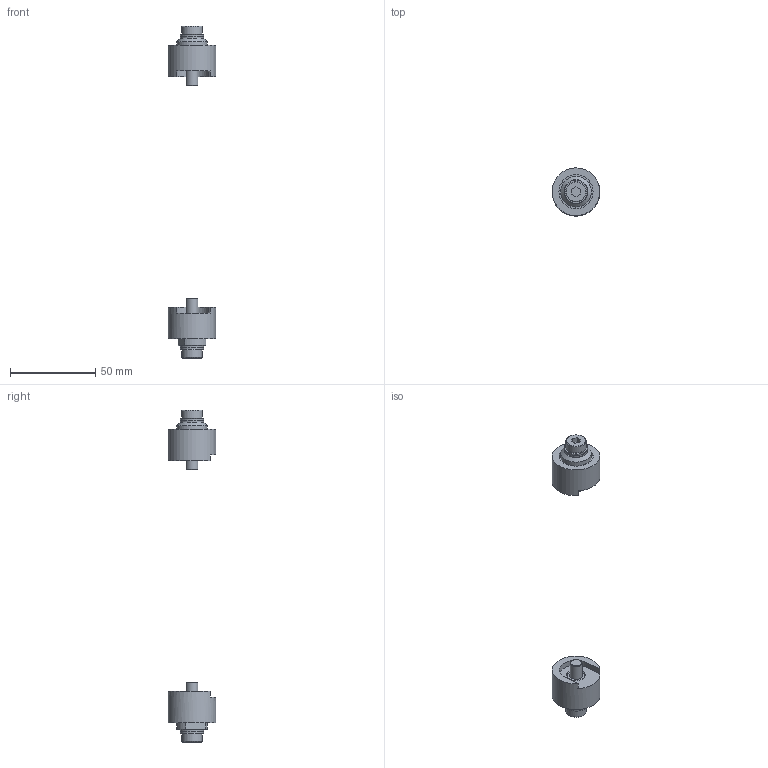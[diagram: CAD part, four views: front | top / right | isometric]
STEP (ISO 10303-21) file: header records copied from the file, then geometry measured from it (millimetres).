
FILE_DESCRIPTION(/* description */ (''),/* implementation_level */ '2;1');
FILE_NAME(/* name */ 'A12-142-DTMaxle.stp',/* time_stamp */ '2015-09-24T11:38:10+02:00',/* author */ ('mathias'),/* organization */ (''),/* preprocessor_version */ 'ST-DEVELOPER v15.6',/* originating_system */ 'Autodesk Inventor 2015',/* authorisation */ '');
FILE_SCHEMA (('AUTOMOTIVE_DESIGN { 1 0 10303 214 3 1 1 }'));
Length unit declared in the file: millimetre
Products named in the file (7): A12-Ausfallende-Maxle-links; A12-Ausfallende-Maxle-rechts; OA86A; OA87A; OA90A; OA105N; A12-142-DTMaxle
Bounding box: 28 x 28 x 194.6 mm (x, y, z)
Volume: 24092.2 mm3; surface area: 12669.5 mm2
Topology: 8 solids, 8 shells, 326 faces, 847 edges, 545 vertices
Faces by surface type: plane 272, cylinder 26, cone 23, torus 5
Full cylindrical faces by diameter (mm): 7 x2, 7.1 x2, 7.2 x2, 9.8 x1, 10.106 x1, 12 x4, 12.1 x1, 13.5 x4, 18 x1, 20 x2, 28 x2
Entity records: 5712 total; most frequent: CARTESIAN_POINT 972, DIRECTION 960, ORIENTED_EDGE 878, EDGE_CURVE 439, AXIS2_PLACEMENT_3D 321, LINE 318, VECTOR 318, VERTEX_POINT 301
